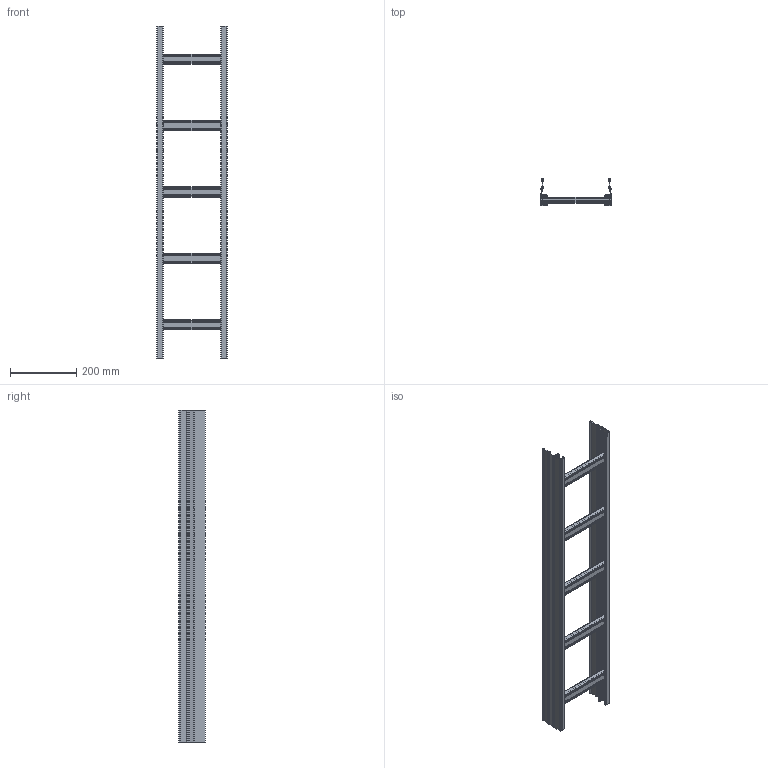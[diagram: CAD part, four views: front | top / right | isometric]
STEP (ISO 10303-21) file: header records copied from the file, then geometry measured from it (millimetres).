
FILE_DESCRIPTION (( 'STEP AP203' ), '1' );
FILE_NAME ('Ëîòîê 1000õ50õ200 â ñáîðå.STEP', '2025-05-06T13:39:10', ( '' ), ( '' ), 'SwSTEP 2.0', 'SolidWorks 2022', '' );
FILE_SCHEMA (( 'CONFIG_CONTROL_DESIGN' ));
Length unit declared in the file: millimetre
Products named in the file (4): Стенка H50 1000мм; Лоток 1000х50х200 в сборе; С-профиль 200мм; С-профиль 1000мм
Assembly tree (9 placements, depth 2):
  Лоток 1000х50х200 в сборе
    С-профиль 1000мм  x2
    Стенка H50 1000мм  x2
    С-профиль 200мм  x5
Bounding box: 211 x 81 x 1000 mm (x, y, z)
Volume: 912447.8 mm3; surface area: 895537.7 mm2
Topology: 9 solids, 9 shells, 680 faces, 1986 edges, 1324 vertices
Faces by surface type: cylinder 392, plane 288
Entity records: 8295 total; most frequent: DIRECTION 1417, CARTESIAN_POINT 1356, ORIENTED_EDGE 1338, EDGE_CURVE 669, AXIS2_PLACEMENT_3D 507, VERTEX_POINT 446, LINE 403, VECTOR 403
